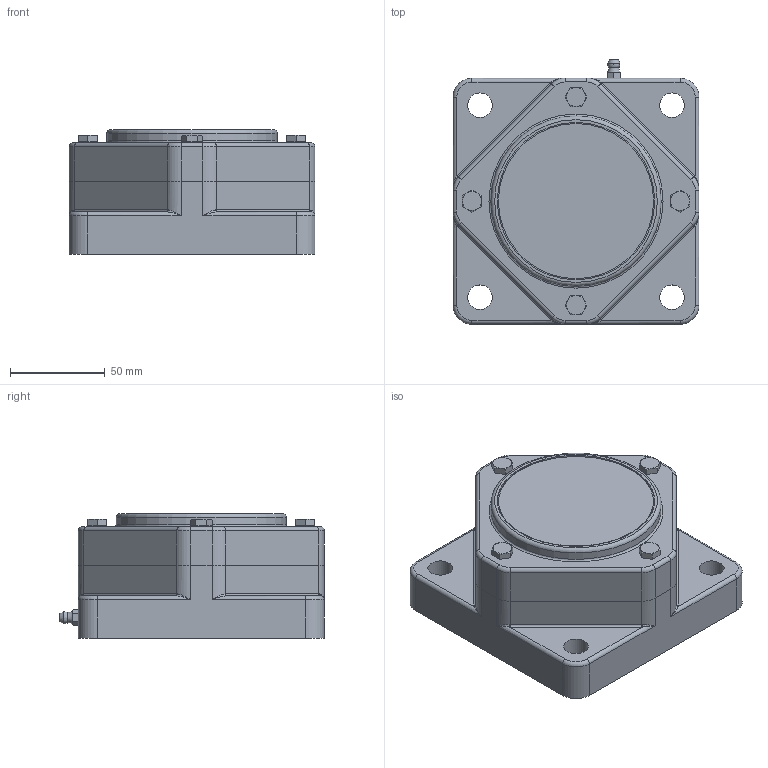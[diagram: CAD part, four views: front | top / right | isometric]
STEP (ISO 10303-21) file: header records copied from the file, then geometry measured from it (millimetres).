
FILE_DESCRIPTION(/* description */ (''),/* implementation_level */ '2;1');
FILE_NAME(/* name */ 'NG45F40.stp',/* time_stamp */ '2025-08-14T10:19:39+02:00',/* author */ ('rhm'),/* organization */ (''),/* preprocessor_version */ 'ST-DEVELOPER v19.2',/* originating_system */ 'Autodesk Inventor 2023',/* authorisation */ '');
FILE_SCHEMA (('AUTOMOTIVE_DESIGN { 1 0 10303 214 3 1 1 }'));
Length unit declared in the file: millimetre
Products named in the file (1): Part1
Bounding box: 130 x 139.8 x 66 mm (x, y, z)
Volume: 527519.5 mm3; surface area: 154491.1 mm2
Topology: 2 solids, 37 shells, 675 faces, 1732 edges, 1082 vertices
Faces by surface type: plane 258, cylinder 208, torus 90, cone 89, sphere 22, bspline 8
Full cylindrical faces by diameter (mm): 3 x1, 4 x1, 4.917 x4, 5.459 x4, 6 x7, 6.5 x4, 8 x2, 8.7 x4, 9 x4, 13 x4, 48.5 x1, 49.2 x1, 54.5 x1, 58 x1, 62.7 x3, 72 x1, 77 x1, 82 x2, 83.2 x1, 89.8 x1, 89.86 x1, 90 x2
Entity records: 21584 total; most frequent: CARTESIAN_POINT 4835, DIRECTION 3493, ORIENTED_EDGE 3352, EDGE_CURVE 1676, AXIS2_PLACEMENT_3D 1423, VERTEX_POINT 1082, CIRCLE 755, EDGE_LOOP 744
